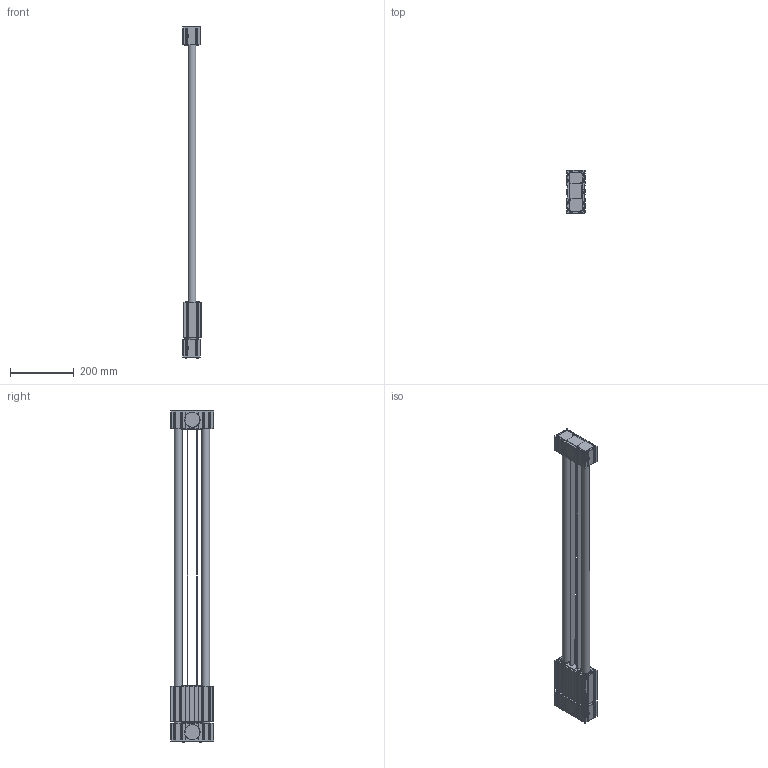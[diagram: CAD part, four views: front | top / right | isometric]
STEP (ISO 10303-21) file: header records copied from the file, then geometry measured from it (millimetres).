
FILE_DESCRIPTION(/* description */ ('STEP AP214'),/* implementation_level */ '2;1');
FILE_NAME(/* name */ '8083790_ELGR-TB-55-800-0H',/* time_stamp */ '2024-08-27T20:43:42+02:00',/* author */ ('License CC BY-ND 4.0'),/* organization */ ('CADENAS'),/* preprocessor_version */ 'ST-DEVELOPER v19.3',/* originating_system */ 'PARTsolutions',/* authorisation */ ' ');
FILE_SCHEMA (('AUTOMOTIVE_DESIGN {1 0 10303 214 3 1 1}'));
Length unit declared in the file: millimetre
Products named in the file (4): 8083790 ELGR-TB-55-800-0H---(0); 732021 ELGR-TB-55-800-0H---G; 716453 DGC-80-TB; 560507 ELGR---(SK_-)
Assembly tree (5 placements, depth 2):
  8083790 ELGR-TB-55-800-0H---(0)
    732021 ELGR-TB-55-800-0H---G
    716453 DGC-80-TB  x3
    560507 ELGR---(SK_-)
Bounding box: 57 x 137 x 1043 mm (x, y, z)
Volume: 2124416.6 mm3; surface area: 492434.1 mm2
Topology: 5 solids, 7 shells, 1249 faces, 3499 edges, 2293 vertices
Faces by surface type: plane 597, cylinder 585, cone 67
Full cylindrical faces by diameter (mm): 5.5 x12, 7 x4, 8.5 x4, 10 x4, 16 x2, 25 x10, 27.9 x2, 35 x6, 39 x2, 42 x6, 44.5 x2, 48 x4
Entity records: 47925 total; most frequent: CARTESIAN_POINT 7173, DIRECTION 6946, ORIENTED_EDGE 6622, EDGE_CURVE 3311, AXIS2_PLACEMENT_3D 2508, VERTEX_POINT 2227, LINE 1930, VECTOR 1930
